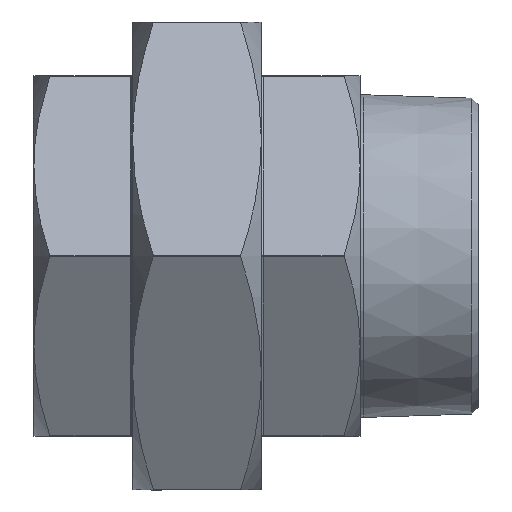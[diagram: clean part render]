
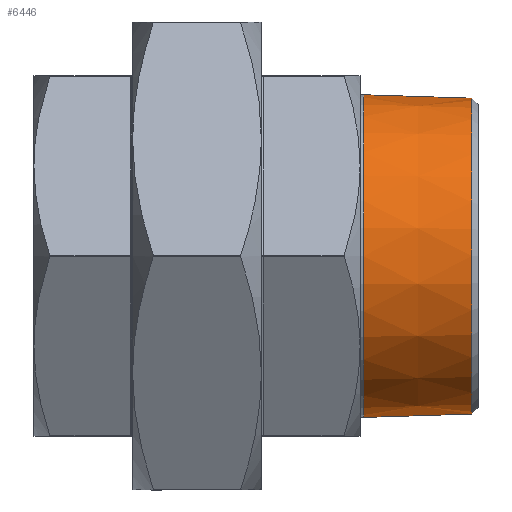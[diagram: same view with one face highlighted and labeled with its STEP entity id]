
A CAD part, front view. The second image highlights one B-rep face of the part: STEP entity #6446.
In plain terms, the highlighted conical face has half-angle 1.79 degrees and reference radius 37.592 mm.
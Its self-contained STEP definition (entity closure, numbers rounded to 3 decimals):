
#117 = DIRECTION ( 'NONE',  ( 0., 0., 1. ) ) ;
#342 = VERTEX_POINT ( 'NONE', #1817 ) ;
#1178 = DIRECTION ( 'NONE',  ( -1., 0., 0. ) ) ;
#1817 = CARTESIAN_POINT ( 'NONE',  ( 64.02, 0., 36.804 ) ) ;
#2473 = VECTOR ( 'NONE', #11661, 1000. ) ;
#3480 = AXIS2_PLACEMENT_3D ( 'NONE', #11575, #12694, #117 ) ;
#3867 = CIRCLE ( 'NONE', #3480, 37.592 ) ;
#3961 = EDGE_CURVE ( 'NONE', #11480, #8016, #3867, .T. ) ;
#4176 = LINE ( 'NONE', #14790, #6915 ) ;
#4183 = CARTESIAN_POINT ( 'NONE',  ( 38.8, 0., 37.592 ) ) ;
#5027 = CARTESIAN_POINT ( 'NONE',  ( 64.02, 0., 0. ) ) ;
#5865 = LINE ( 'NONE', #13026, #2473 ) ;
#6192 = DIRECTION ( 'NONE',  ( 0., 0., 1. ) ) ;
#6446 = ADVANCED_FACE ( 'NONE', ( #13815 ), #11090, .T. ) ;
#6715 = ORIENTED_EDGE ( 'NONE', *, *, #8529, .T. ) ;
#6791 = CARTESIAN_POINT ( 'NONE',  ( 38.8, 0., 0. ) ) ;
#6915 = VECTOR ( 'NONE', #13699, 1000. ) ;
#7425 = EDGE_CURVE ( 'NONE', #342, #8016, #4176, .T. ) ;
#8016 = VERTEX_POINT ( 'NONE', #4183 ) ;
#8342 = ORIENTED_EDGE ( 'NONE', *, *, #12243, .F. ) ;
#8529 = EDGE_CURVE ( 'NONE', #10371, #342, #9922, .T. ) ;
#8565 = ORIENTED_EDGE ( 'NONE', *, *, #7425, .T. ) ;
#8980 = CARTESIAN_POINT ( 'NONE',  ( 64.02, 0., -36.804 ) ) ;
#9099 = CARTESIAN_POINT ( 'NONE',  ( 38.8, 0., -37.592 ) ) ;
#9149 = AXIS2_PLACEMENT_3D ( 'NONE', #5027, #13121, #6192 ) ;
#9844 = EDGE_LOOP ( 'NONE', ( #8342, #6715, #8565, #11004 ) ) ;
#9922 = CIRCLE ( 'NONE', #9149, 36.804 ) ;
#10371 = VERTEX_POINT ( 'NONE', #8980 ) ;
#11004 = ORIENTED_EDGE ( 'NONE', *, *, #3961, .F. ) ;
#11090 = CONICAL_SURFACE ( 'NONE', #11226, 37.592, 0.031 ) ;
#11226 = AXIS2_PLACEMENT_3D ( 'NONE', #6791, #1178, #14834 ) ;
#11480 = VERTEX_POINT ( 'NONE', #9099 ) ;
#11575 = CARTESIAN_POINT ( 'NONE',  ( 38.8, 0., 0. ) ) ;
#11661 = DIRECTION ( 'NONE',  ( -1., 0., -0.031 ) ) ;
#12243 = EDGE_CURVE ( 'NONE', #10371, #11480, #5865, .T. ) ;
#12694 = DIRECTION ( 'NONE',  ( -1., 0., 0. ) ) ;
#13026 = CARTESIAN_POINT ( 'NONE',  ( 38.8, 0., -37.592 ) ) ;
#13121 = DIRECTION ( 'NONE',  ( -1., 0., 0. ) ) ;
#13699 = DIRECTION ( 'NONE',  ( -1., 0., 0.031 ) ) ;
#13815 = FACE_OUTER_BOUND ( 'NONE', #9844, .T. ) ;
#14790 = CARTESIAN_POINT ( 'NONE',  ( 38.8, 0., 37.592 ) ) ;
#14834 = DIRECTION ( 'NONE',  ( 0., 0., 1. ) ) ;
